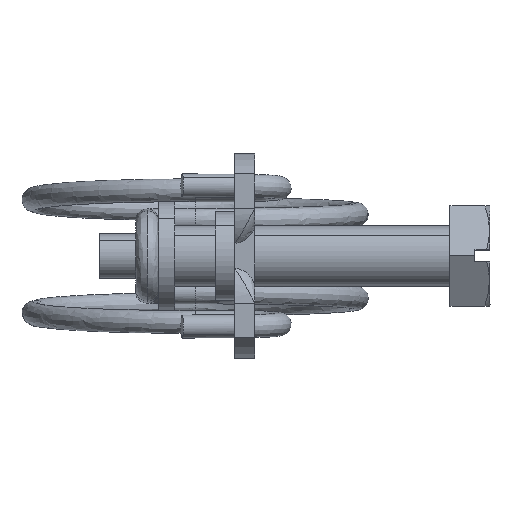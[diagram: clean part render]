
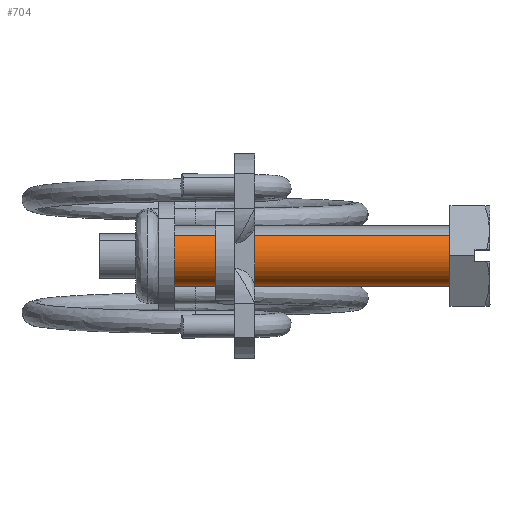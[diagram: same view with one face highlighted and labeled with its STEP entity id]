
A CAD part, top view. The second image highlights one B-rep face of the part: STEP entity #704.
In plain terms, the highlighted free-form (B-spline) face has degree [2, 1] with [5, 2] control points.
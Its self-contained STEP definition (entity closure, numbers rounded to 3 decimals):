
#502=CARTESIAN_POINT('',(-27.5,-2.065,-2.176));
#503=VERTEX_POINT('',#502);
#513=CARTESIAN_POINT('',(-27.5,-3.,0.));
#514=VERTEX_POINT('',#513);
#515=CARTESIAN_POINT('',(-27.5,-2.065,-2.176));
#516=CARTESIAN_POINT('',(-27.5,-2.231,-2.019));
#517=CARTESIAN_POINT('',(-27.5,-2.485,-1.716));
#518=CARTESIAN_POINT('',(-27.5,-2.79,-1.158));
#519=CARTESIAN_POINT('',(-27.5,-2.963,-0.596));
#520=CARTESIAN_POINT('',(-27.5,-3.,-0.178));
#521=CARTESIAN_POINT('',(-27.5,-3.,0.));
#522=B_SPLINE_CURVE_WITH_KNOTS('',3,(#515,#516,#517,#518,#519,#520,#521),.UNSPECIFIED.,.F.,.U.,(4,1,1,1,4),(0.,0.685,1.179,1.902,2.435),.UNSPECIFIED.);
#523=EDGE_CURVE('',#503,#514,#522,.T.);
#525=CARTESIAN_POINT('',(-27.5,0.0,3.0));
#526=VERTEX_POINT('',#525);
#527=CARTESIAN_POINT('',(-27.5,-3.,0.));
#528=CARTESIAN_POINT('',(-27.5,-3.,0.221));
#529=CARTESIAN_POINT('',(-27.5,-2.954,0.638));
#530=CARTESIAN_POINT('',(-27.5,-2.764,1.212));
#531=CARTESIAN_POINT('',(-27.5,-2.482,1.718));
#532=CARTESIAN_POINT('',(-27.5,-2.148,2.114));
#533=CARTESIAN_POINT('',(-27.5,-1.783,2.425));
#534=CARTESIAN_POINT('',(-27.5,-1.347,2.701));
#535=CARTESIAN_POINT('',(-27.5,-0.749,2.936));
#536=CARTESIAN_POINT('',(-27.5,-0.258,3.));
#537=CARTESIAN_POINT('',(-27.5,0.0,3.0));
#538=B_SPLINE_CURVE_WITH_KNOTS('',3,(#527,#528,#529,#530,#531,#532,#533,#534,#535,#536,#537),.UNSPECIFIED.,.F.,.U.,(4,1,1,1,1,1,1,1,4),(0.,0.663,1.252,1.804,2.393,2.798,3.24,3.939,4.712),.UNSPECIFIED.);
#539=EDGE_CURVE('',#514,#526,#538,.T.);
#541=CARTESIAN_POINT('',(-27.5,2.065,2.176));
#542=VERTEX_POINT('',#541);
#543=CARTESIAN_POINT('',(-27.5,0.0,3.0));
#544=CARTESIAN_POINT('',(-27.5,0.273,3.));
#545=CARTESIAN_POINT('',(-27.5,0.664,2.946));
#546=CARTESIAN_POINT('',(-27.5,1.237,2.749));
#547=CARTESIAN_POINT('',(-27.5,1.667,2.515));
#548=CARTESIAN_POINT('',(-27.5,1.953,2.282));
#549=CARTESIAN_POINT('',(-27.5,2.065,2.176));
#550=B_SPLINE_CURVE_WITH_KNOTS('',3,(#543,#544,#545,#546,#547,#548,#549),.UNSPECIFIED.,.F.,.U.,(4,1,1,1,4),(0.,0.819,1.174,1.815,2.278),.UNSPECIFIED.);
#551=EDGE_CURVE('',#526,#542,#550,.T.);
#584=CARTESIAN_POINT('',(0.,2.065,2.176));
#585=VERTEX_POINT('',#584);
#614=CARTESIAN_POINT('',(0.,-2.065,-2.176));
#615=VERTEX_POINT('',#614);
#625=CARTESIAN_POINT('',(0.,-2.065,-2.176));
#626=CARTESIAN_POINT('',(-27.5,-2.065,-2.176));
#627=QUASI_UNIFORM_CURVE('',1,(#625,#626),.UNSPECIFIED.,.F.,.U.);
#628=EDGE_CURVE('',#615,#503,#627,.T.);
#633=CARTESIAN_POINT('',(0.,2.065,2.176));
#634=CARTESIAN_POINT('',(-27.5,2.065,2.176));
#635=QUASI_UNIFORM_CURVE('',1,(#633,#634),.UNSPECIFIED.,.F.,.U.);
#636=EDGE_CURVE('',#585,#542,#635,.T.);
#641=CARTESIAN_POINT('',(0.688,-2.065,-2.176));
#642=CARTESIAN_POINT('',(0.688,-4.241,-0.111));
#643=CARTESIAN_POINT('',(0.688,-2.176,2.065));
#644=CARTESIAN_POINT('',(0.688,-0.111,4.241));
#645=CARTESIAN_POINT('',(0.688,2.065,2.176));
#646=CARTESIAN_POINT('',(-28.205,-2.065,-2.176));
#647=CARTESIAN_POINT('',(-28.205,-4.241,-0.111));
#648=CARTESIAN_POINT('',(-28.205,-2.176,2.065));
#649=CARTESIAN_POINT('',(-28.205,-0.111,4.241));
#650=CARTESIAN_POINT('',(-28.205,2.065,2.176));
#658=(BOUNDED_SURFACE()B_SPLINE_SURFACE(2,1,((#641,#646),(#642,#647),(#643,#648),(#644,#649),(#645,#650)),.UNSPECIFIED.,.F.,.F.,.U.)B_SPLINE_SURFACE_WITH_KNOTS((3,2,3),(2,2),(0.0,4.971,9.941),(0.0,28.892),.UNSPECIFIED.)GEOMETRIC_REPRESENTATION_ITEM()RATIONAL_B_SPLINE_SURFACE(((1.0,1.0),(0.707,0.707),(1.0,1.0),(0.707,0.707),(1.0,1.0)))REPRESENTATION_ITEM('')SURFACE());
#659=CARTESIAN_POINT('',(0.0,0.0,3.0));
#660=VERTEX_POINT('',#659);
#661=CARTESIAN_POINT('',(0.0,0.0,3.0));
#662=CARTESIAN_POINT('',(0.,0.273,3.));
#663=CARTESIAN_POINT('',(0.,0.759,2.933));
#664=CARTESIAN_POINT('',(0.,1.468,2.65));
#665=CARTESIAN_POINT('',(0.,1.867,2.364));
#666=CARTESIAN_POINT('',(0.,2.065,2.176));
#667=B_SPLINE_CURVE_WITH_KNOTS('',3,(#661,#662,#663,#664,#665,#666),.UNSPECIFIED.,.F.,.U.,(4,1,1,4),(0.,0.819,1.459,2.278),.UNSPECIFIED.);
#668=EDGE_CURVE('',#660,#585,#667,.T.);
#669=ORIENTED_EDGE('',*,*,#668,.T.);
#670=ORIENTED_EDGE('',*,*,#636,.T.);
#671=ORIENTED_EDGE('',*,*,#551,.F.);
#672=ORIENTED_EDGE('',*,*,#539,.F.);
#673=ORIENTED_EDGE('',*,*,#523,.F.);
#674=ORIENTED_EDGE('',*,*,#628,.F.);
#675=CARTESIAN_POINT('',(0.0,-3.,0.));
#676=VERTEX_POINT('',#675);
#677=CARTESIAN_POINT('',(0.,-2.065,-2.176));
#678=CARTESIAN_POINT('',(0.,-2.277,-1.975));
#679=CARTESIAN_POINT('',(0.,-2.569,-1.602));
#680=CARTESIAN_POINT('',(0.,-2.814,-1.07));
#681=CARTESIAN_POINT('',(0.,-2.961,-0.571));
#682=CARTESIAN_POINT('',(0.,-3.,-0.228));
#683=CARTESIAN_POINT('',(0.0,-3.,0.));
#684=B_SPLINE_CURVE_WITH_KNOTS('',3,(#677,#678,#679,#680,#681,#682,#683),.UNSPECIFIED.,.F.,.U.,(4,1,1,1,4),(0.,0.875,1.408,1.75,2.435),.UNSPECIFIED.);
#685=EDGE_CURVE('',#615,#676,#684,.T.);
#686=ORIENTED_EDGE('',*,*,#685,.T.);
#687=CARTESIAN_POINT('',(0.0,-3.,0.));
#688=CARTESIAN_POINT('',(0.0,-3.,0.196));
#689=CARTESIAN_POINT('',(0.0,-2.966,0.54));
#690=CARTESIAN_POINT('',(0.0,-2.822,1.062));
#691=CARTESIAN_POINT('',(0.0,-2.621,1.485));
#692=CARTESIAN_POINT('',(0.0,-2.329,1.911));
#693=CARTESIAN_POINT('',(0.0,-2.04,2.215));
#694=CARTESIAN_POINT('',(0.0,-1.672,2.502));
#695=CARTESIAN_POINT('',(0.0,-1.278,2.732));
#696=CARTESIAN_POINT('',(0.0,-0.699,2.943));
#697=CARTESIAN_POINT('',(0.0,-0.258,3.));
#698=CARTESIAN_POINT('',(0.0,0.0,3.0));
#699=B_SPLINE_CURVE_WITH_KNOTS('',3,(#687,#688,#689,#690,#691,#692,#693,#694,#695,#696,#697,#698),.UNSPECIFIED.,.F.,.U.,(4,1,1,1,1,1,1,1,1,4),(0.,0.589,1.031,1.62,1.988,2.577,2.872,3.387,3.939,4.712),.UNSPECIFIED.);
#700=EDGE_CURVE('',#676,#660,#699,.T.);
#701=ORIENTED_EDGE('',*,*,#700,.T.);
#702=EDGE_LOOP('',(#669,#670,#671,#672,#673,#674,#686,#701));
#703=FACE_OUTER_BOUND('',#702,.T.);
#704=ADVANCED_FACE('',(#703),#658,.T.);
